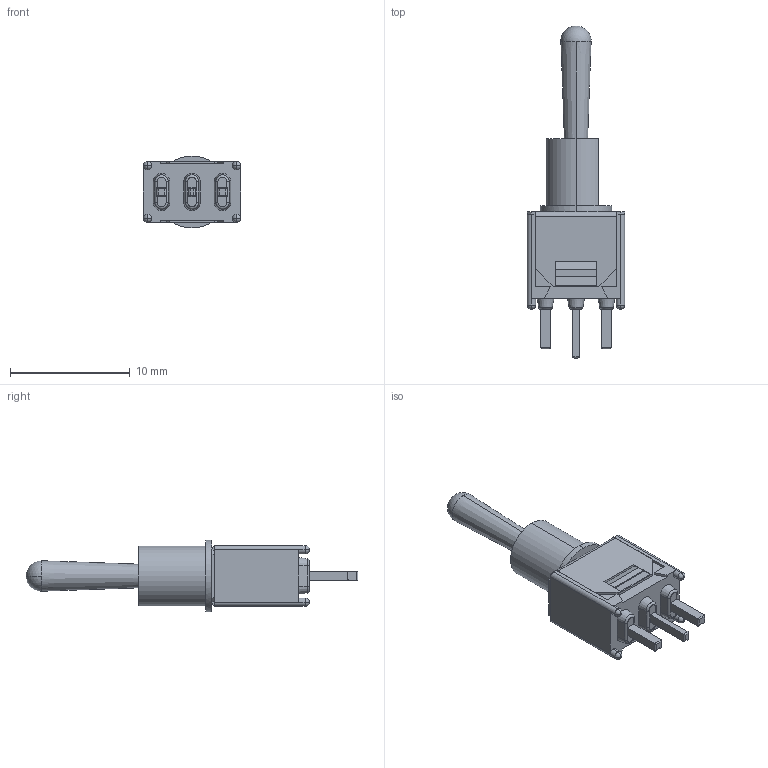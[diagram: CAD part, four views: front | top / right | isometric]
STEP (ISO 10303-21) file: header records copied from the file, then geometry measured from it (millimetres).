
FILE_DESCRIPTION (( 'STEP AP214' ), '1' );
FILE_NAME ('2MS1T1B1M2QES.STEP', '2023-11-15T13:11:58', ( '' ), ( '' ), 'SwSTEP 2.0', 'SolidWorks 2021', '' );
FILE_SCHEMA (( 'AUTOMOTIVE_DESIGN' ));
Length unit declared in the file: millimetre
Products named in the file (1): 2MS1T1B1M2QES
Bounding box: 8.13 x 27.69 x 6 mm (x, y, z)
Volume: 459.9 mm3; surface area: 754.8 mm2
Topology: 8 solids, 8 shells, 185 faces, 453 edges, 270 vertices
Faces by surface type: plane 104, cylinder 47, sphere 20, cone 8, torus 6
Entity records: 5309 total; most frequent: CARTESIAN_POINT 921, DIRECTION 914, ORIENTED_EDGE 864, EDGE_CURVE 432, AXIS2_PLACEMENT_3D 308, LINE 298, VECTOR 298, VERTEX_POINT 267
